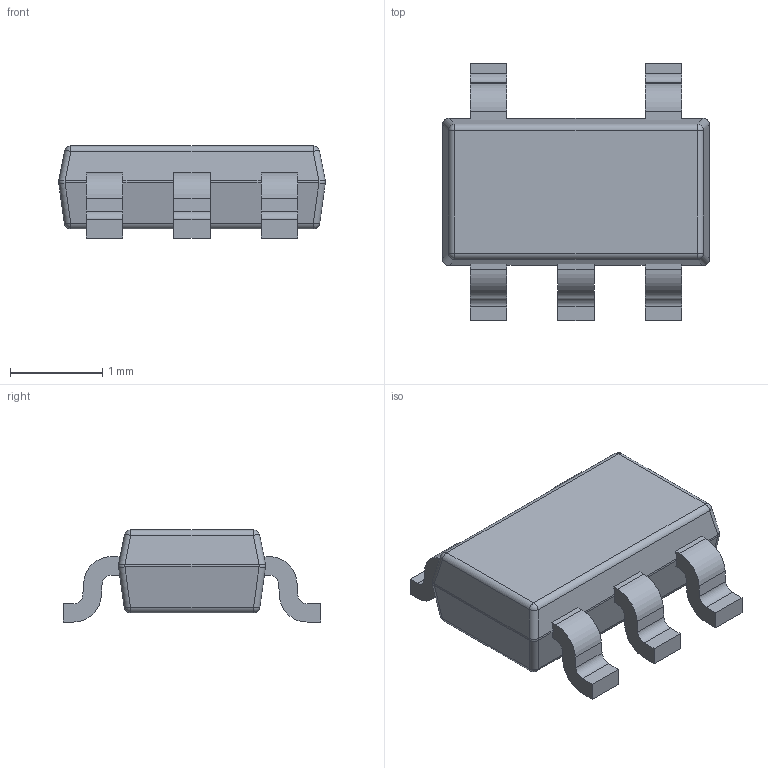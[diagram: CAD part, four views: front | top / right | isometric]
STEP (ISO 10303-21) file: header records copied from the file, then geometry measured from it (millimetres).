
FILE_DESCRIPTION(/* description */ (''),/* implementation_level */ '2;1');
FILE_NAME(/* name */ 'Analog - TSOT-23-5 UJ-5.step',/* time_stamp */ '2019-12-04T15:19:46+00:00',/* author */ (''),/* organization */ (''),/* preprocessor_version */ 'ST-DEVELOPER v18',/* originating_system */ 'Autodesk Translation Framework v8.12.0.6',/* authorisation */ '');
FILE_SCHEMA (('AUTOMOTIVE_DESIGN { 1 0 10303 214 3 1 1 }'));
Length unit declared in the file: millimetre
Products named in the file (1): Analog - TSOT-23-5 UJ-5
Bounding box: 2.9 x 2.8 x 1 mm (x, y, z)
Volume: 4.2 mm3; surface area: 21.1 mm2
Topology: 1 solids, 1 shells, 112 faces, 290 edges, 180 vertices
Faces by surface type: plane 55, cylinder 45, sphere 12
Entity records: 3478 total; most frequent: DIRECTION 606, CARTESIAN_POINT 583, ORIENTED_EDGE 580, EDGE_CURVE 290, AXIS2_PLACEMENT_3D 203, LINE 200, VECTOR 200, VERTEX_POINT 180
